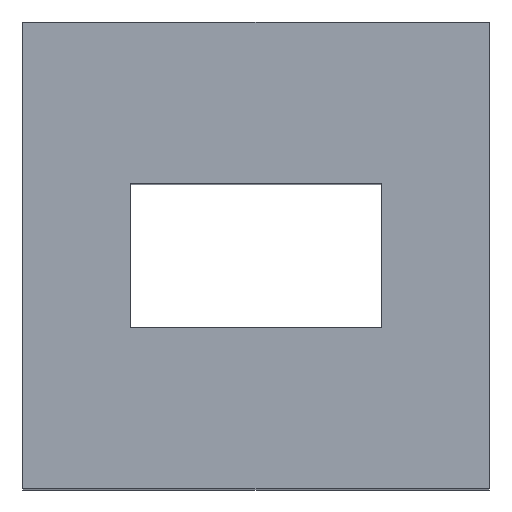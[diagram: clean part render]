
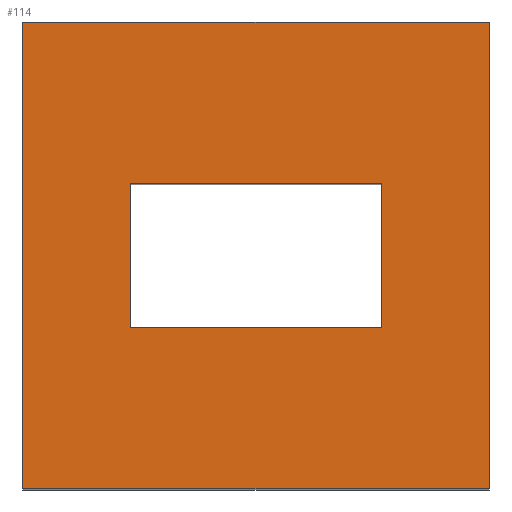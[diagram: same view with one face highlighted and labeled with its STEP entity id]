
A CAD part, top view. The second image highlights one B-rep face of the part: STEP entity #114.
In plain terms, the highlighted planar face has unit normal (0, 0, 1).
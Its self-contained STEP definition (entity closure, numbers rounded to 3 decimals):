
#4 = CARTESIAN_POINT ( 'NONE',  ( 65., 65., 200. ) ) ;
#8 = VECTOR ( 'NONE', #206, 1000. ) ;
#19 = ORIENTED_EDGE ( 'NONE', *, *, #126, .F. ) ;
#20 = LINE ( 'NONE', #241, #102 ) ;
#21 = CARTESIAN_POINT ( 'NONE',  ( -65., 65., 200. ) ) ;
#28 = PLANE ( 'NONE',  #55 ) ;
#37 = VECTOR ( 'NONE', #223, 1000. ) ;
#38 = ORIENTED_EDGE ( 'NONE', *, *, #103, .F. ) ;
#43 = VERTEX_POINT ( 'NONE', #152 ) ;
#51 = LINE ( 'NONE', #21, #37 ) ;
#55 = AXIS2_PLACEMENT_3D ( 'NONE', #250, #335, #309 ) ;
#56 = CARTESIAN_POINT ( 'NONE',  ( 20., -35., 200. ) ) ;
#59 = CARTESIAN_POINT ( 'NONE',  ( -20., 35., 200. ) ) ;
#68 = VERTEX_POINT ( 'NONE', #158 ) ;
#74 = ORIENTED_EDGE ( 'NONE', *, *, #213, .T. ) ;
#76 = DIRECTION ( 'NONE',  ( 0., 1., 0. ) ) ;
#84 = FACE_OUTER_BOUND ( 'NONE', #299, .T. ) ;
#90 = CARTESIAN_POINT ( 'NONE',  ( 65., -65., 200. ) ) ;
#94 = VECTOR ( 'NONE', #311, 1000. ) ;
#99 = CARTESIAN_POINT ( 'NONE',  ( 65., -65., 200. ) ) ;
#101 = VERTEX_POINT ( 'NONE', #56 ) ;
#102 = VECTOR ( 'NONE', #157, 1000. ) ;
#103 = EDGE_CURVE ( 'NONE', #101, #297, #193, .T. ) ;
#108 = DIRECTION ( 'NONE',  ( 0., 1., 0. ) ) ;
#114 = ADVANCED_FACE ( 'NONE', ( #84, #161 ), #28, .T. ) ;
#115 = LINE ( 'NONE', #59, #249 ) ;
#121 = VECTOR ( 'NONE', #76, 1000. ) ;
#123 = CARTESIAN_POINT ( 'NONE',  ( 20., 35., 200. ) ) ;
#126 = EDGE_CURVE ( 'NONE', #319, #68, #115, .T. ) ;
#137 = EDGE_CURVE ( 'NONE', #274, #43, #366, .T. ) ;
#138 = EDGE_CURVE ( 'NONE', #297, #319, #285, .T. ) ;
#139 = CARTESIAN_POINT ( 'NONE',  ( 20., 35., 200. ) ) ;
#140 = DIRECTION ( 'NONE',  ( -1., 0., 0. ) ) ;
#145 = VERTEX_POINT ( 'NONE', #195 ) ;
#152 = CARTESIAN_POINT ( 'NONE',  ( -65., 65., 200. ) ) ;
#157 = DIRECTION ( 'NONE',  ( 1., 0., 0. ) ) ;
#158 = CARTESIAN_POINT ( 'NONE',  ( -20., -35., 200. ) ) ;
#160 = CARTESIAN_POINT ( 'NONE',  ( 20., 35., 200. ) ) ;
#161 = FACE_BOUND ( 'NONE', #169, .T. ) ;
#163 = CARTESIAN_POINT ( 'NONE',  ( 65., 65., 200. ) ) ;
#167 = DIRECTION ( 'NONE',  ( 0., -1., 0. ) ) ;
#169 = EDGE_LOOP ( 'NONE', ( #19, #208, #38, #239 ) ) ;
#180 = CARTESIAN_POINT ( 'NONE',  ( -20., 35., 200. ) ) ;
#193 = LINE ( 'NONE', #160, #200 ) ;
#195 = CARTESIAN_POINT ( 'NONE',  ( -65., -65., 200. ) ) ;
#198 = ORIENTED_EDGE ( 'NONE', *, *, #298, .T. ) ;
#200 = VECTOR ( 'NONE', #108, 1000. ) ;
#206 = DIRECTION ( 'NONE',  ( 1., 0., 0. ) ) ;
#208 = ORIENTED_EDGE ( 'NONE', *, *, #138, .F. ) ;
#212 = ORIENTED_EDGE ( 'NONE', *, *, #349, .T. ) ;
#213 = EDGE_CURVE ( 'NONE', #43, #145, #51, .T. ) ;
#223 = DIRECTION ( 'NONE',  ( 0., -1., 0. ) ) ;
#236 = LINE ( 'NONE', #99, #8 ) ;
#238 = VERTEX_POINT ( 'NONE', #90 ) ;
#239 = ORIENTED_EDGE ( 'NONE', *, *, #368, .F. ) ;
#241 = CARTESIAN_POINT ( 'NONE',  ( 20., -35., 200. ) ) ;
#249 = VECTOR ( 'NONE', #167, 1000. ) ;
#250 = CARTESIAN_POINT ( 'NONE',  ( 0., 0., 200. ) ) ;
#274 = VERTEX_POINT ( 'NONE', #4 ) ;
#275 = LINE ( 'NONE', #333, #121 ) ;
#285 = LINE ( 'NONE', #139, #296 ) ;
#296 = VECTOR ( 'NONE', #140, 1000. ) ;
#297 = VERTEX_POINT ( 'NONE', #123 ) ;
#298 = EDGE_CURVE ( 'NONE', #145, #238, #236, .T. ) ;
#299 = EDGE_LOOP ( 'NONE', ( #317, #74, #198, #212 ) ) ;
#309 = DIRECTION ( 'NONE',  ( 0., -1., 0. ) ) ;
#311 = DIRECTION ( 'NONE',  ( -1., 0., 0. ) ) ;
#317 = ORIENTED_EDGE ( 'NONE', *, *, #137, .T. ) ;
#319 = VERTEX_POINT ( 'NONE', #180 ) ;
#333 = CARTESIAN_POINT ( 'NONE',  ( 65., 65., 200. ) ) ;
#335 = DIRECTION ( 'NONE',  ( 0., 0., 1. ) ) ;
#349 = EDGE_CURVE ( 'NONE', #238, #274, #275, .T. ) ;
#366 = LINE ( 'NONE', #163, #94 ) ;
#368 = EDGE_CURVE ( 'NONE', #68, #101, #20, .T. ) ;
